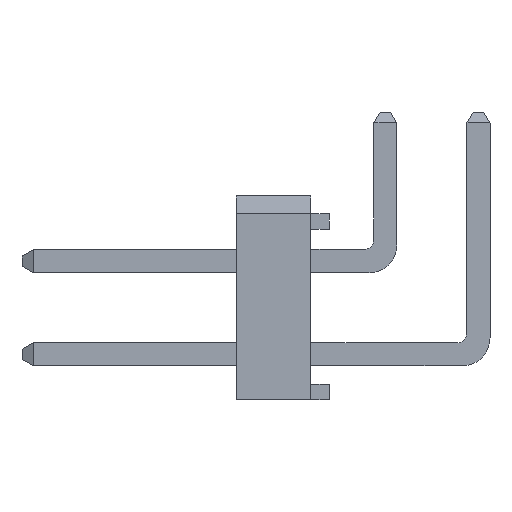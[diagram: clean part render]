
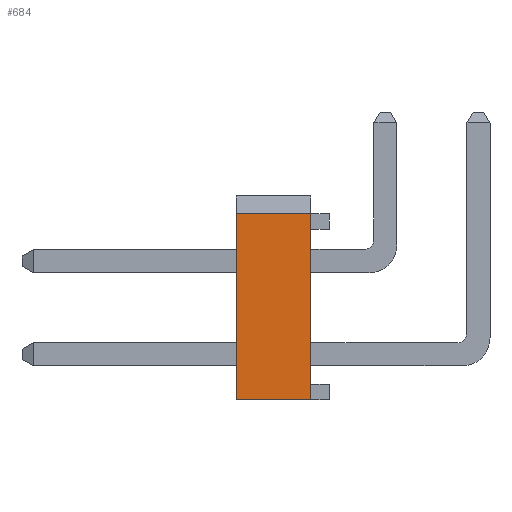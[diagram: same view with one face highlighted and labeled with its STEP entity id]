
A CAD part, left-side view. The second image highlights one B-rep face of the part: STEP entity #684.
In plain terms, the highlighted planar face has unit normal (-1, 0, 0).
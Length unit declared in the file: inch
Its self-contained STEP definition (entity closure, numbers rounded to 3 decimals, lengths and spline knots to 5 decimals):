
#684 = ADVANCED_FACE( '', ( #1595 ), #1596, .F. );
#1595 = FACE_OUTER_BOUND( '', #2757, .T. );
#1596 = PLANE( '', #2758 );
#2757 = EDGE_LOOP( '', ( #4665, #4666, #4667, #4668 ) );
#2758 = AXIS2_PLACEMENT_3D( '', #4669, #4670, #4671 );
#4665 = ORIENTED_EDGE( '', *, *, #7378, .F. );
#4666 = ORIENTED_EDGE( '', *, *, #7624, .F. );
#4667 = ORIENTED_EDGE( '', *, *, #7054, .F. );
#4668 = ORIENTED_EDGE( '', *, *, #7625, .T. );
#4669 = CARTESIAN_POINT( '', ( -0.2, 0.1, -0.1 ) );
#4670 = DIRECTION( '', ( 1., 0., 0. ) );
#4671 = DIRECTION( '', ( 0., 0., -1. ) );
#7054 = EDGE_CURVE( '', #8475, #8477, #8478, .T. );
#7378 = EDGE_CURVE( '', #9032, #9034, #9035, .T. );
#7624 = EDGE_CURVE( '', #8477, #9032, #9414, .T. );
#7625 = EDGE_CURVE( '', #8475, #9034, #9415, .T. );
#8475 = VERTEX_POINT( '', #10507 );
#8477 = VERTEX_POINT( '', #10510 );
#8478 = LINE( '', #10511, #10512 );
#9032 = VERTEX_POINT( '', #11327 );
#9034 = VERTEX_POINT( '', #11330 );
#9035 = LINE( '', #11331, #11332 );
#9414 = LINE( '', #11897, #11898 );
#9415 = LINE( '', #11899, #11900 );
#10507 = CARTESIAN_POINT( '', ( -0.2, 0.1, -0.1 ) );
#10510 = CARTESIAN_POINT( '', ( -0.2, 0.1, 0.1 ) );
#10511 = CARTESIAN_POINT( '', ( -0.2, 0.1, -0.1 ) );
#10512 = VECTOR( '', #13231, 39.37008 );
#11327 = CARTESIAN_POINT( '', ( -0.2, 0.02, 0.1 ) );
#11330 = CARTESIAN_POINT( '', ( -0.2, 0.02, -0.1 ) );
#11331 = CARTESIAN_POINT( '', ( -0.2, 0.02, -0.1 ) );
#11332 = VECTOR( '', #13518, 39.37008 );
#11897 = CARTESIAN_POINT( '', ( -0.2, 0.1, 0.1 ) );
#11898 = VECTOR( '', #13714, 39.37008 );
#11899 = CARTESIAN_POINT( '', ( -0.2, 0.1, -0.1 ) );
#11900 = VECTOR( '', #13715, 39.37008 );
#13231 = DIRECTION( '', ( 0., 0., 1. ) );
#13518 = DIRECTION( '', ( 0., 0., -1. ) );
#13714 = DIRECTION( '', ( 0., -1., 0. ) );
#13715 = DIRECTION( '', ( 0., -1., 0. ) );
